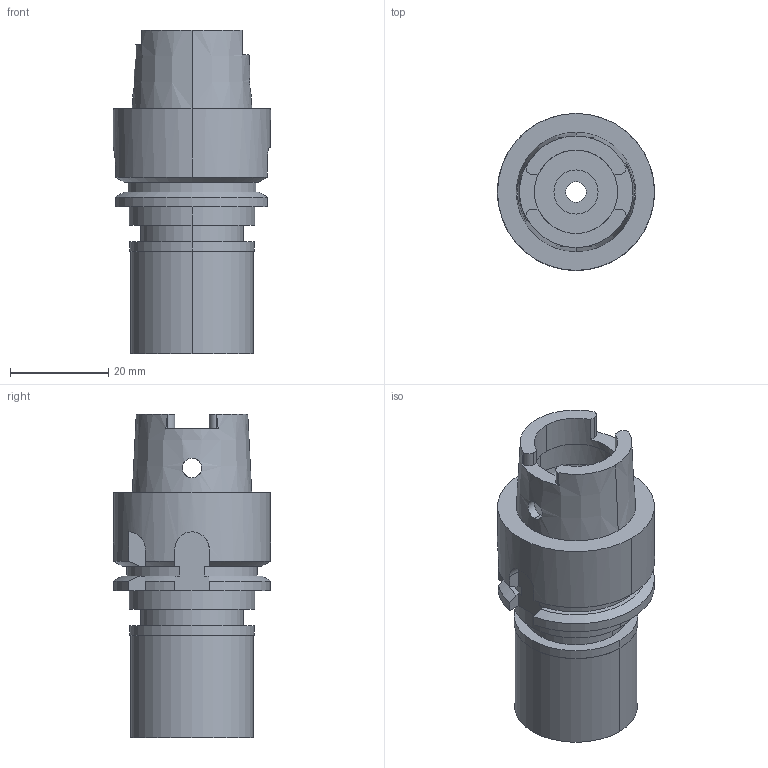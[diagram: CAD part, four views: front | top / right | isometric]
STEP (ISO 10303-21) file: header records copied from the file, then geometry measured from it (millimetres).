
FILE_DESCRIPTION((''),'2;1');
FILE_NAME('HSK-A32-MEGA8N-50-080_ASM','2018-12-03T',('ykawabe'),(''),'CREO PARAMETRIC BY PTC INC, 2016380','CREO PARAMETRIC BY PTC INC, 2016380','');
FILE_SCHEMA(('AUTOMOTIVE_DESIGN { 1 0 10303 214 1 1 1 1 }'));
Length unit declared in the file: millimetre
Products named in the file (5): HSK-A32-MEGA8N-50_1; NBC8-8_1; MGN8_1; DXF_TEMP_ASSY_ASM_4_ASM; HSK-A32-MEGA8N-50-080_ASM
Assembly tree (4 placements, depth 3):
  HSK-A32-MEGA8N-50-080_ASM
    DXF_TEMP_ASSY_ASM_4_ASM
      HSK-A32-MEGA8N-50_1
      NBC8-8_1
      MGN8_1
Bounding box: 32 x 32 x 66 mm (x, y, z)
Volume: 26925.2 mm3; surface area: 13770.1 mm2
Topology: 3 solids, 3 shells, 135 faces, 345 edges, 229 vertices
Faces by surface type: cylinder 61, plane 52, cone 20, torus 2
Entity records: 6112 total; most frequent: CARTESIAN_POINT 984, DIRECTION 790, ORIENTED_EDGE 690, PRESENTATION_STYLE_ASSIGNMENT 353, STYLED_ITEM 353, CURVE_STYLE 350, EDGE_CURVE 345, AXIS2_PLACEMENT_3D 319
